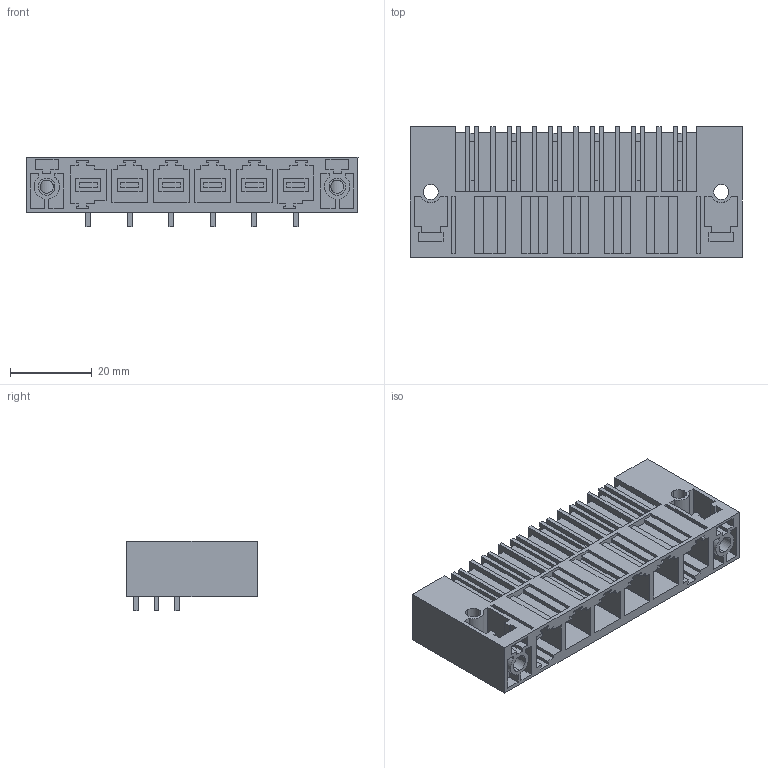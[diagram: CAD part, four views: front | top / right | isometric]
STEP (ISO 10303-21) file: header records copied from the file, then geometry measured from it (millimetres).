
FILE_DESCRIPTION(('CATIA V5 STEP Exchange','CAx-IF Rec.Pracs.--- Model Styling and Organization---1.2---2011-12-15'),'2;1');
FILE_NAME ('D1457526_0_1851080000_1851080000.stp','2018-03-07T11:03:48+00:00',('none'),('Weidmueller'),'CATIA Version 5-6 Release 2014','CATIA V5 STEP AP214','none');
FILE_SCHEMA(('AUTOMOTIVE_DESIGN { 1 0 10303 214 1 1 1 1 }'));
Length unit declared in the file: millimetre
Products named in the file (1): 1851080000
Bounding box: 81.28 x 32 x 17.1 mm (x, y, z)
Volume: 21155.9 mm3; surface area: 22147.8 mm2
Topology: 9 solids, 9 shells, 803 faces, 2368 edges, 1610 vertices
Faces by surface type: plane 757, cylinder 46
Entity records: 25709 total; most frequent: ORIENTED_EDGE 4736, CARTESIAN_POINT 4643, DIRECTION 3372, EDGE_CURVE 2368, VECTOR 2256, LINE 2256, VERTEX_POINT 1610, EDGE_LOOP 864
